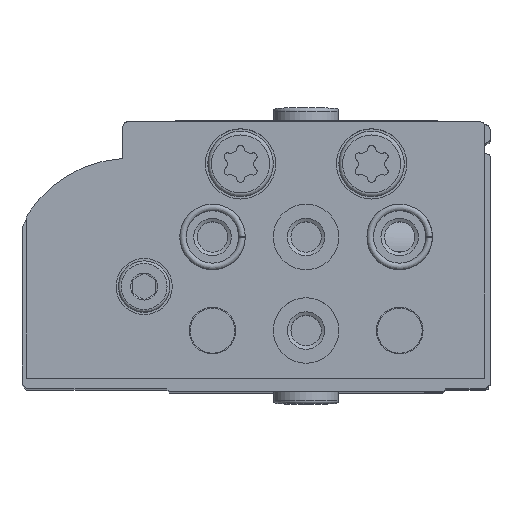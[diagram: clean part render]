
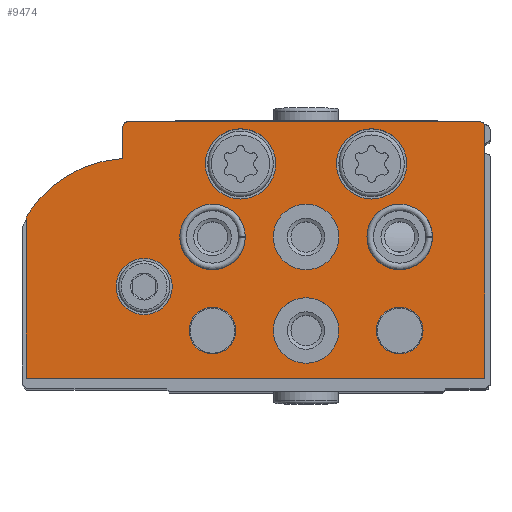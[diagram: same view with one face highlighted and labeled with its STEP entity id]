
A CAD part, top view. The second image highlights one B-rep face of the part: STEP entity #9474.
In plain terms, the highlighted face is planar.
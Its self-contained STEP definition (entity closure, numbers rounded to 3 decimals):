
#279=PLANE('',#10744);
#811=CIRCLE('',#10730,0.5);
#812=CIRCLE('',#10735,1.);
#813=CIRCLE('',#10737,13.);
#814=CIRCLE('',#10739,0.3);
#815=CIRCLE('',#10742,0.5);
#816=CIRCLE('',#10745,3.);
#817=CIRCLE('',#10746,3.75);
#818=CIRCLE('',#10747,3.75);
#819=CIRCLE('',#10748,3.5);
#820=CIRCLE('',#10749,3.5);
#821=CIRCLE('',#10750,3.5);
#822=CIRCLE('',#10751,3.5);
#823=CIRCLE('',#10752,2.5);
#824=CIRCLE('',#10753,2.5);
#1516=LINE('',#16337,#2182);
#1518=LINE('',#16341,#2184);
#1520=LINE('',#16345,#2186);
#1525=LINE('',#16361,#2191);
#1528=LINE('',#16369,#2194);
#2182=VECTOR('',#13208,1000.);
#2184=VECTOR('',#13212,1000.);
#2186=VECTOR('',#13216,1000.);
#2191=VECTOR('',#13235,1000.);
#2194=VECTOR('',#13244,1000.);
#4146=ORIENTED_EDGE('',*,*,#5880,.T.);
#4147=ORIENTED_EDGE('',*,*,#5881,.T.);
#4148=ORIENTED_EDGE('',*,*,#5882,.T.);
#4149=ORIENTED_EDGE('',*,*,#5883,.T.);
#4150=ORIENTED_EDGE('',*,*,#5884,.T.);
#4151=ORIENTED_EDGE('',*,*,#5885,.T.);
#4152=ORIENTED_EDGE('',*,*,#5886,.T.);
#4153=ORIENTED_EDGE('',*,*,#5887,.T.);
#4154=ORIENTED_EDGE('',*,*,#5888,.T.);
#4155=ORIENTED_EDGE('',*,*,#5859,.F.);
#4156=ORIENTED_EDGE('',*,*,#5878,.F.);
#4157=ORIENTED_EDGE('',*,*,#5876,.F.);
#4158=ORIENTED_EDGE('',*,*,#5874,.F.);
#4159=ORIENTED_EDGE('',*,*,#5872,.T.);
#4160=ORIENTED_EDGE('',*,*,#5870,.F.);
#4161=ORIENTED_EDGE('',*,*,#5868,.F.);
#4162=ORIENTED_EDGE('',*,*,#5866,.F.);
#4163=ORIENTED_EDGE('',*,*,#5864,.F.);
#4164=ORIENTED_EDGE('',*,*,#5862,.F.);
#5859=EDGE_CURVE('',#6911,#6912,#811,.T.);
#5862=EDGE_CURVE('',#6912,#6913,#1516,.T.);
#5864=EDGE_CURVE('',#6913,#6914,#1518,.T.);
#5866=EDGE_CURVE('',#6914,#6915,#1520,.T.);
#5868=EDGE_CURVE('',#6915,#6916,#812,.T.);
#5870=EDGE_CURVE('',#6916,#6917,#813,.T.);
#5872=EDGE_CURVE('',#6918,#6917,#814,.T.);
#5874=EDGE_CURVE('',#6918,#6919,#1525,.T.);
#5876=EDGE_CURVE('',#6919,#6920,#815,.T.);
#5878=EDGE_CURVE('',#6920,#6911,#1528,.T.);
#5880=EDGE_CURVE('',#6921,#6921,#816,.T.);
#5881=EDGE_CURVE('',#6922,#6922,#817,.T.);
#5882=EDGE_CURVE('',#6923,#6923,#818,.T.);
#5883=EDGE_CURVE('',#6924,#6924,#819,.T.);
#5884=EDGE_CURVE('',#6925,#6925,#820,.T.);
#5885=EDGE_CURVE('',#6926,#6926,#821,.T.);
#5886=EDGE_CURVE('',#6927,#6927,#822,.T.);
#5887=EDGE_CURVE('',#6928,#6928,#823,.T.);
#5888=EDGE_CURVE('',#6929,#6929,#824,.T.);
#6911=VERTEX_POINT('',#16332);
#6912=VERTEX_POINT('',#16333);
#6913=VERTEX_POINT('',#16338);
#6914=VERTEX_POINT('',#16342);
#6915=VERTEX_POINT('',#16346);
#6916=VERTEX_POINT('',#16350);
#6917=VERTEX_POINT('',#16354);
#6918=VERTEX_POINT('',#16358);
#6919=VERTEX_POINT('',#16362);
#6920=VERTEX_POINT('',#16366);
#6921=VERTEX_POINT('',#16373);
#6922=VERTEX_POINT('',#16375);
#6923=VERTEX_POINT('',#16377);
#6924=VERTEX_POINT('',#16379);
#6925=VERTEX_POINT('',#16381);
#6926=VERTEX_POINT('',#16383);
#6927=VERTEX_POINT('',#16385);
#6928=VERTEX_POINT('',#16387);
#6929=VERTEX_POINT('',#16389);
#7692=EDGE_LOOP('',(#4146));
#7693=EDGE_LOOP('',(#4147));
#7694=EDGE_LOOP('',(#4148));
#7695=EDGE_LOOP('',(#4149));
#7696=EDGE_LOOP('',(#4150));
#7697=EDGE_LOOP('',(#4151));
#7698=EDGE_LOOP('',(#4152));
#7699=EDGE_LOOP('',(#4153));
#7700=EDGE_LOOP('',(#4154));
#7701=EDGE_LOOP('',(#4155,#4156,#4157,#4158,#4159,#4160,#4161,#4162,#4163,
#4164));
#8533=FACE_BOUND('',#7692,.T.);
#8534=FACE_BOUND('',#7693,.T.);
#8535=FACE_BOUND('',#7694,.T.);
#8536=FACE_BOUND('',#7695,.T.);
#8537=FACE_BOUND('',#7696,.T.);
#8538=FACE_BOUND('',#7697,.T.);
#8539=FACE_BOUND('',#7698,.T.);
#8540=FACE_BOUND('',#7699,.T.);
#8541=FACE_BOUND('',#7700,.T.);
#8542=FACE_BOUND('',#7701,.T.);
#9474=ADVANCED_FACE('',(#8533,#8534,#8535,#8536,#8537,#8538,#8539,#8540,
#8541,#8542),#279,.F.);
#10730=AXIS2_PLACEMENT_3D('',#16331,#13202,#13203);
#10735=AXIS2_PLACEMENT_3D('',#16349,#13220,#13221);
#10737=AXIS2_PLACEMENT_3D('',#16353,#13225,#13226);
#10739=AXIS2_PLACEMENT_3D('',#16357,#13230,#13231);
#10742=AXIS2_PLACEMENT_3D('',#16365,#13239,#13240);
#10744=AXIS2_PLACEMENT_3D('',#16371,#13246,#13247);
#10745=AXIS2_PLACEMENT_3D('',#16372,#13248,#13249);
#10746=AXIS2_PLACEMENT_3D('',#16374,#13250,#13251);
#10747=AXIS2_PLACEMENT_3D('',#16376,#13252,#13253);
#10748=AXIS2_PLACEMENT_3D('',#16378,#13254,#13255);
#10749=AXIS2_PLACEMENT_3D('',#16380,#13256,#13257);
#10750=AXIS2_PLACEMENT_3D('',#16382,#13258,#13259);
#10751=AXIS2_PLACEMENT_3D('',#16384,#13260,#13261);
#10752=AXIS2_PLACEMENT_3D('',#16386,#13262,#13263);
#10753=AXIS2_PLACEMENT_3D('',#16388,#13264,#13265);
#13202=DIRECTION('',(0.,0.,1.));
#13203=DIRECTION('',(1.,0.,0.));
#13208=DIRECTION('',(0.,-1.,0.));
#13212=DIRECTION('',(1.,0.,0.));
#13216=DIRECTION('',(0.,1.,0.));
#13220=DIRECTION('',(0.,0.,1.));
#13221=DIRECTION('',(1.,0.,0.));
#13225=DIRECTION('',(0.,0.,1.));
#13226=DIRECTION('',(1.,0.,0.));
#13230=DIRECTION('',(0.,0.,1.));
#13231=DIRECTION('',(1.,0.,0.));
#13235=DIRECTION('',(0.,1.,0.));
#13239=DIRECTION('',(0.,0.,1.));
#13240=DIRECTION('',(1.,0.,0.));
#13244=DIRECTION('',(-1.,0.,0.));
#13246=DIRECTION('',(0.,0.,1.));
#13247=DIRECTION('',(1.,0.,0.));
#13248=DIRECTION('',(0.,0.,1.));
#13249=DIRECTION('',(1.,0.,0.));
#13250=DIRECTION('',(0.,0.,1.));
#13251=DIRECTION('',(1.,0.,0.));
#13252=DIRECTION('',(0.,0.,1.));
#13253=DIRECTION('',(1.,0.,0.));
#13254=DIRECTION('',(0.,0.,1.));
#13255=DIRECTION('',(1.,0.,0.));
#13256=DIRECTION('',(0.,0.,1.));
#13257=DIRECTION('',(1.,0.,0.));
#13258=DIRECTION('',(0.,0.,1.));
#13259=DIRECTION('',(1.,0.,0.));
#13260=DIRECTION('',(0.,0.,1.));
#13261=DIRECTION('',(1.,0.,0.));
#13262=DIRECTION('',(0.,0.,1.));
#13263=DIRECTION('',(1.,0.,0.));
#13264=DIRECTION('',(0.,0.,1.));
#13265=DIRECTION('',(1.,0.,0.));
#16331=CARTESIAN_POINT('',(0.5,26.9,0.));
#16332=CARTESIAN_POINT('',(0.5,27.4,0.));
#16333=CARTESIAN_POINT('',(0.,26.9,0.));
#16337=CARTESIAN_POINT('',(0.,26.9,0.));
#16338=CARTESIAN_POINT('',(0.,0.,0.));
#16341=CARTESIAN_POINT('',(0.,0.,0.));
#16342=CARTESIAN_POINT('',(49.,0.,0.));
#16345=CARTESIAN_POINT('',(49.,0.,0.));
#16346=CARTESIAN_POINT('',(49.,16.98,0.));
#16349=CARTESIAN_POINT('',(48.,16.98,0.));
#16350=CARTESIAN_POINT('',(48.842,17.52,0.));
#16353=CARTESIAN_POINT('',(37.9,10.5,0.));
#16354=CARTESIAN_POINT('',(38.936,23.459,0.));
#16357=CARTESIAN_POINT('',(38.96,23.758,0.));
#16358=CARTESIAN_POINT('',(38.66,23.758,0.));
#16361=CARTESIAN_POINT('',(38.66,23.758,0.));
#16362=CARTESIAN_POINT('',(38.66,26.9,0.));
#16365=CARTESIAN_POINT('',(38.16,26.9,0.));
#16366=CARTESIAN_POINT('',(38.16,27.4,0.));
#16369=CARTESIAN_POINT('',(38.16,27.4,0.));
#16371=CARTESIAN_POINT('',(0.5,26.9,0.));
#16372=CARTESIAN_POINT('',(36.4,9.8,0.));
#16373=CARTESIAN_POINT('',(39.4,9.8,0.));
#16374=CARTESIAN_POINT('',(26.1,22.9,0.));
#16375=CARTESIAN_POINT('',(29.85,22.9,0.));
#16376=CARTESIAN_POINT('',(12.1,22.9,0.));
#16377=CARTESIAN_POINT('',(15.85,22.9,0.));
#16378=CARTESIAN_POINT('',(29.1,15.1,0.));
#16379=CARTESIAN_POINT('',(32.6,15.1,0.));
#16380=CARTESIAN_POINT('',(19.1,15.1,0.));
#16381=CARTESIAN_POINT('',(22.6,15.1,0.));
#16382=CARTESIAN_POINT('',(9.1,15.1,0.));
#16383=CARTESIAN_POINT('',(12.6,15.1,0.));
#16384=CARTESIAN_POINT('',(19.1,5.1,0.));
#16385=CARTESIAN_POINT('',(22.6,5.1,0.));
#16386=CARTESIAN_POINT('',(29.1,5.1,0.));
#16387=CARTESIAN_POINT('',(31.6,5.1,0.));
#16388=CARTESIAN_POINT('',(9.1,5.1,0.));
#16389=CARTESIAN_POINT('',(11.6,5.1,0.));
